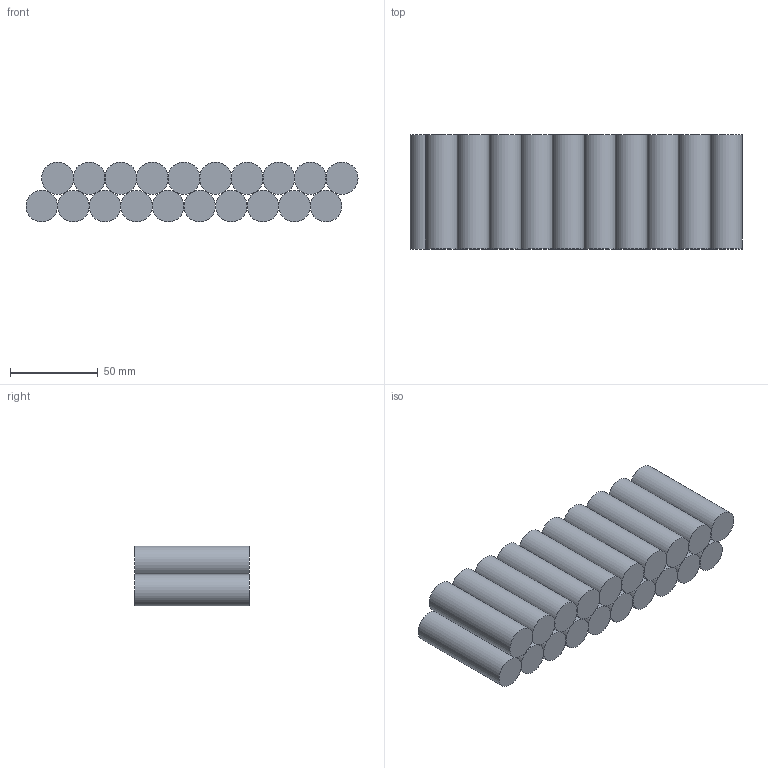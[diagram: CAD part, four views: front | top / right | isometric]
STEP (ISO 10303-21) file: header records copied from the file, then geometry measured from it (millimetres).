
FILE_DESCRIPTION(/* description */ ('STEP AP242','CAx-IF Rec.Pracs.---Representation and Presentation of Product Manufacturing Information (PMI)---4.0---2014-10-13','CAx-IF Rec.Pracs.---3D Tessellated Geometry---0.4---2014-09-14','2;1'),/* implementation_level */ '2;1');
FILE_NAME(/* name */ '6472d7c28351c525e7ac11f9',/* time_stamp */ '2023-05-28T04:25:38Z',/* author */ (''),/* organization */ (''),/* preprocessor_version */ 'ST-DEVELOPER v19.4',/* originating_system */ ' ',/* authorisation */ ' ');
FILE_SCHEMA (('AP242_MANAGED_MODEL_BASED_3D_ENGINEERING_MIM_LF { 1 0 10303 442 1 1 4 }'));
Length unit declared in the file: metre
Products named in the file (20): Part 1; Part 2; Part 3; Part 4; Part 5; Part 6; Part 7; Part 8; Part 9; Part 10; Part 11; Part 12; Part 13; Part 14; Part 15; Part 16; Part 17; Part 18; Part 19; Part 20
Bounding box: 189.2 x 65 x 34.12 mm (x, y, z)
Volume: 337789.2 mm3; surface area: 84674.3 mm2
Topology: 20 solids, 20 shells, 60 faces, 60 edges, 40 vertices
Faces by surface type: plane 40, cylinder 20
Full cylindrical faces by diameter (mm): 18 x10, 18.376 x10
Entity records: 1502 total; most frequent: DIRECTION 240, CARTESIAN_POINT 160, AXIS2_PLACEMENT_3D 120, ORIENTED_EDGE 80, EDGE_LOOP 80, FACE_BOUND 80, ADVANCED_FACE 60, PLANE 40
